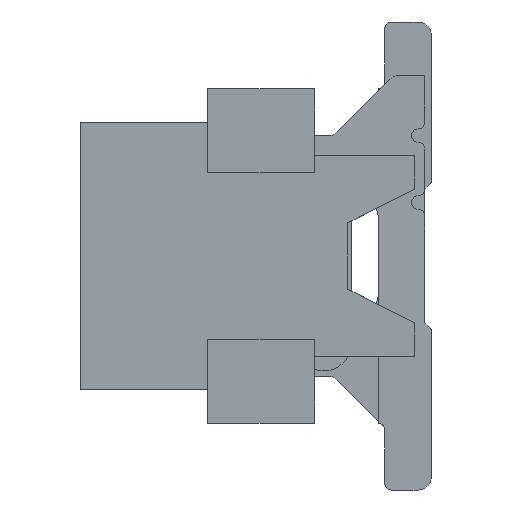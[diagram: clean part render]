
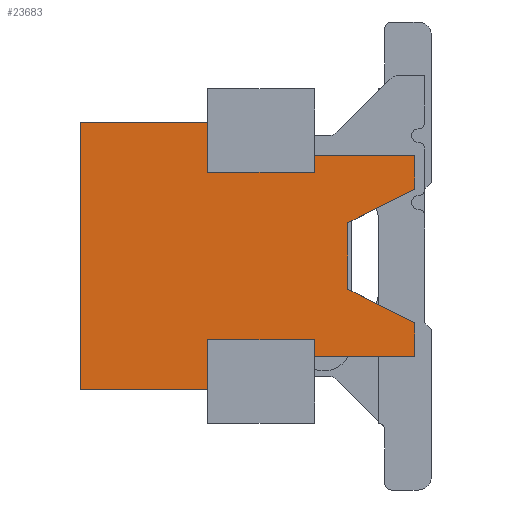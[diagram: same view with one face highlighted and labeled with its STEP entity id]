
A CAD part, left-side view. The second image highlights one B-rep face of the part: STEP entity #23683.
In plain terms, the highlighted planar face has unit normal (-1, 0, 0).
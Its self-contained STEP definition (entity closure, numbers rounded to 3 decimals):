
#338=DIRECTION('',(0.,0.,-1.));
#339=VECTOR('',#338,0.75);
#340=CARTESIAN_POINT('',(-5.3,3.35,2.));
#341=LINE('',#340,#339);
#380=DIRECTION('',(0.,0.,-1.));
#381=VECTOR('',#380,0.75);
#382=CARTESIAN_POINT('',(-5.3,3.35,-1.25));
#383=LINE('',#382,#381);
#576=DIRECTION('',(0.,-1.,0.));
#577=VECTOR('',#576,1.9);
#578=CARTESIAN_POINT('',(-5.3,5.25,-2.));
#579=LINE('',#578,#577);
#723=DIRECTION('',(0.,-1.,0.));
#724=VECTOR('',#723,1.6);
#725=CARTESIAN_POINT('',(-5.3,3.35,1.25));
#726=LINE('',#725,#724);
#730=DIRECTION('',(0.,1.,0.));
#731=VECTOR('',#730,1.5);
#732=CARTESIAN_POINT('',(-5.3,0.25,1.5));
#733=LINE('',#732,#731);
#737=DIRECTION('',(0.,0.,1.));
#738=VECTOR('',#737,0.5);
#739=CARTESIAN_POINT('',(-5.3,0.25,1.));
#740=LINE('',#739,#738);
#744=DIRECTION('',(0.,0.894,-0.447));
#745=VECTOR('',#744,1.118);
#746=CARTESIAN_POINT('',(-5.3,0.25,1.));
#747=LINE('',#746,#745);
#751=DIRECTION('',(0.,0.,-1.));
#752=VECTOR('',#751,1.);
#753=CARTESIAN_POINT('',(-5.3,1.25,0.5));
#754=LINE('',#753,#752);
#758=DIRECTION('',(0.,-0.894,-0.447));
#759=VECTOR('',#758,1.118);
#760=CARTESIAN_POINT('',(-5.3,1.25,-0.5));
#761=LINE('',#760,#759);
#765=DIRECTION('',(0.,0.,1.));
#766=VECTOR('',#765,0.5);
#767=CARTESIAN_POINT('',(-5.3,0.25,-1.5));
#768=LINE('',#767,#766);
#772=DIRECTION('',(0.,-1.,0.));
#773=VECTOR('',#772,1.5);
#774=CARTESIAN_POINT('',(-5.3,1.75,-1.5));
#775=LINE('',#774,#773);
#779=DIRECTION('',(0.,-1.,0.));
#780=VECTOR('',#779,1.9);
#781=CARTESIAN_POINT('',(-5.3,5.25,2.));
#782=LINE('',#781,#780);
#1521=DIRECTION('',(0.,0.,1.));
#1522=VECTOR('',#1521,0.25);
#1523=CARTESIAN_POINT('',(-5.3,1.75,-1.5));
#1524=LINE('',#1523,#1522);
#1542=DIRECTION('',(0.,0.,1.));
#1543=VECTOR('',#1542,0.25);
#1544=CARTESIAN_POINT('',(-5.3,1.75,1.25));
#1545=LINE('',#1544,#1543);
#3940=DIRECTION('',(0.,0.,-1.));
#3941=VECTOR('',#3940,4.);
#3942=CARTESIAN_POINT('',(-5.3,5.25,2.));
#3943=LINE('',#3942,#3941);
#19170=DIRECTION('',(0.,-1.,0.));
#19171=VECTOR('',#19170,1.6);
#19172=CARTESIAN_POINT('',(-5.3,3.35,-1.25));
#19173=LINE('',#19172,#19171);
#19284=CARTESIAN_POINT('',(-5.3,5.25,-2.));
#19285=CARTESIAN_POINT('',(-5.3,3.35,-2.));
#19286=VERTEX_POINT('',#19284);
#19287=VERTEX_POINT('',#19285);
#19292=CARTESIAN_POINT('',(-5.3,5.25,2.));
#19293=CARTESIAN_POINT('',(-5.3,3.35,2.));
#19294=VERTEX_POINT('',#19292);
#19295=VERTEX_POINT('',#19293);
#19304=CARTESIAN_POINT('',(-5.3,0.25,1.5));
#19305=CARTESIAN_POINT('',(-5.3,1.75,1.5));
#19306=VERTEX_POINT('',#19304);
#19307=VERTEX_POINT('',#19305);
#19308=CARTESIAN_POINT('',(-5.3,1.75,-1.5));
#19309=CARTESIAN_POINT('',(-5.3,0.25,-1.5));
#19310=VERTEX_POINT('',#19308);
#19311=VERTEX_POINT('',#19309);
#19316=CARTESIAN_POINT('',(-5.3,0.25,1.));
#19317=CARTESIAN_POINT('',(-5.3,1.25,0.5));
#19318=VERTEX_POINT('',#19316);
#19319=VERTEX_POINT('',#19317);
#19320=CARTESIAN_POINT('',(-5.3,1.25,-0.5));
#19321=VERTEX_POINT('',#19320);
#19322=CARTESIAN_POINT('',(-5.3,0.25,-1.));
#19323=VERTEX_POINT('',#19322);
#20156=CARTESIAN_POINT('',(-5.3,1.75,1.25));
#20157=VERTEX_POINT('',#20156);
#20158=CARTESIAN_POINT('',(-5.3,1.75,-1.25));
#20159=VERTEX_POINT('',#20158);
#20160=CARTESIAN_POINT('',(-5.3,3.35,1.25));
#20161=VERTEX_POINT('',#20160);
#20162=CARTESIAN_POINT('',(-5.3,3.35,-1.25));
#20163=VERTEX_POINT('',#20162);
#23648=CARTESIAN_POINT('',(-5.3,5.25,2.));
#23649=DIRECTION('',(1.,0.,0.));
#23650=DIRECTION('',(0.,0.,-1.));
#23651=AXIS2_PLACEMENT_3D('',#23648,#23649,#23650);
#23652=PLANE('',#23651);
#23654=ORIENTED_EDGE('',*,*,#23653,.T.);
#23656=ORIENTED_EDGE('',*,*,#23655,.T.);
#23658=ORIENTED_EDGE('',*,*,#23657,.F.);
#23660=ORIENTED_EDGE('',*,*,#23659,.F.);
#23662=ORIENTED_EDGE('',*,*,#23661,.T.);
#23664=ORIENTED_EDGE('',*,*,#23663,.T.);
#23666=ORIENTED_EDGE('',*,*,#23665,.T.);
#23668=ORIENTED_EDGE('',*,*,#23667,.F.);
#23670=ORIENTED_EDGE('',*,*,#23669,.F.);
#23672=ORIENTED_EDGE('',*,*,#23671,.T.);
#23674=ORIENTED_EDGE('',*,*,#23673,.F.);
#23675=ORIENTED_EDGE('',*,*,#23072,.T.);
#23676=ORIENTED_EDGE('',*,*,#23261,.F.);
#23678=ORIENTED_EDGE('',*,*,#23677,.F.);
#23679=ORIENTED_EDGE('',*,*,#23357,.T.);
#23680=ORIENTED_EDGE('',*,*,#23033,.T.);
#23681=EDGE_LOOP('',(#23654,#23656,#23658,#23660,#23662,#23664,#23666,#23668,
#23670,#23672,#23674,#23675,#23676,#23678,#23679,#23680));
#23682=FACE_OUTER_BOUND('',#23681,.F.);
#23683=ADVANCED_FACE('',(#23682),#23652,.F.);
#23033=EDGE_CURVE('',#19295,#20161,#341,.T.);
#23072=EDGE_CURVE('',#20163,#19287,#383,.T.);
#23261=EDGE_CURVE('',#19286,#19287,#579,.T.);
#23357=EDGE_CURVE('',#19294,#19295,#782,.T.);
#23653=EDGE_CURVE('',#20161,#20157,#726,.T.);
#23655=EDGE_CURVE('',#20157,#19307,#1545,.T.);
#23657=EDGE_CURVE('',#19306,#19307,#733,.T.);
#23659=EDGE_CURVE('',#19318,#19306,#740,.T.);
#23661=EDGE_CURVE('',#19318,#19319,#747,.T.);
#23663=EDGE_CURVE('',#19319,#19321,#754,.T.);
#23665=EDGE_CURVE('',#19321,#19323,#761,.T.);
#23667=EDGE_CURVE('',#19311,#19323,#768,.T.);
#23669=EDGE_CURVE('',#19310,#19311,#775,.T.);
#23671=EDGE_CURVE('',#19310,#20159,#1524,.T.);
#23673=EDGE_CURVE('',#20163,#20159,#19173,.T.);
#23677=EDGE_CURVE('',#19294,#19286,#3943,.T.);
